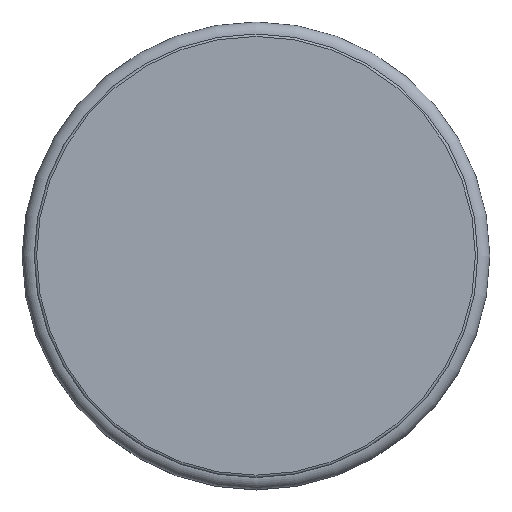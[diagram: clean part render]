
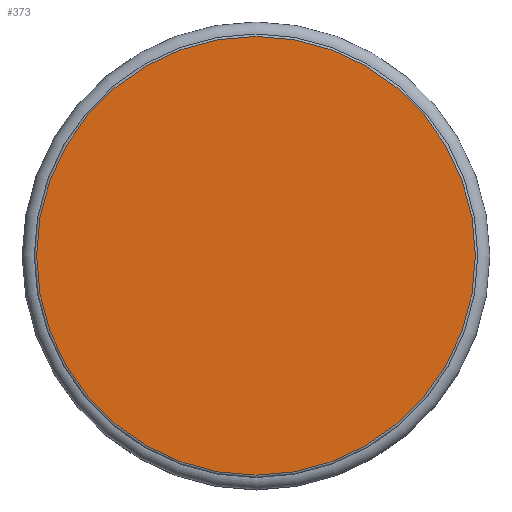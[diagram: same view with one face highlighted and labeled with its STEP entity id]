
A CAD part, top view. The second image highlights one B-rep face of the part: STEP entity #373.
In plain terms, the highlighted planar face has unit normal (0, 0, 1).
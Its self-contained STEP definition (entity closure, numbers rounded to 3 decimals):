
#21=PLANE('',#430);
#97=FACE_OUTER_BOUND('',#122,.T.);
#122=EDGE_LOOP('',(#282));
#156=CIRCLE('',#427,4.55);
#177=VERTEX_POINT('',#654);
#215=EDGE_CURVE('',#177,#177,#156,.T.);
#282=ORIENTED_EDGE('',*,*,#215,.F.);
#373=ADVANCED_FACE('',(#97),#21,.T.);
#427=AXIS2_PLACEMENT_3D('',#655,#494,#495);
#430=AXIS2_PLACEMENT_3D('',#659,#500,#501);
#494=DIRECTION('center_axis',(0.,0.,-1.));
#495=DIRECTION('ref_axis',(1.,0.,0.));
#500=DIRECTION('center_axis',(0.,0.,1.));
#501=DIRECTION('ref_axis',(1.,0.,0.));
#654=CARTESIAN_POINT('',(-4.55,0.,4.95));
#655=CARTESIAN_POINT('Origin',(0.,0.,4.95));
#659=CARTESIAN_POINT('Origin',(0.,0.,4.95));
